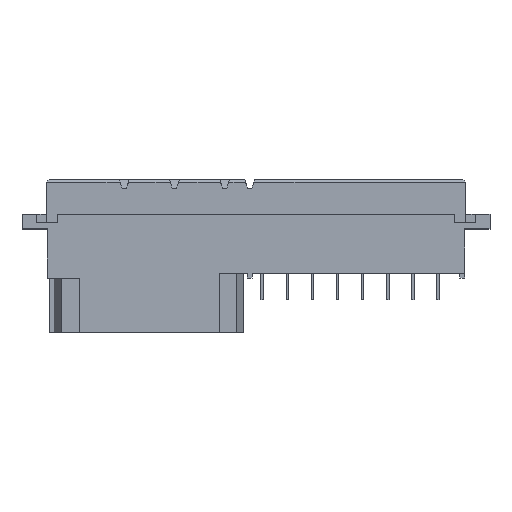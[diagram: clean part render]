
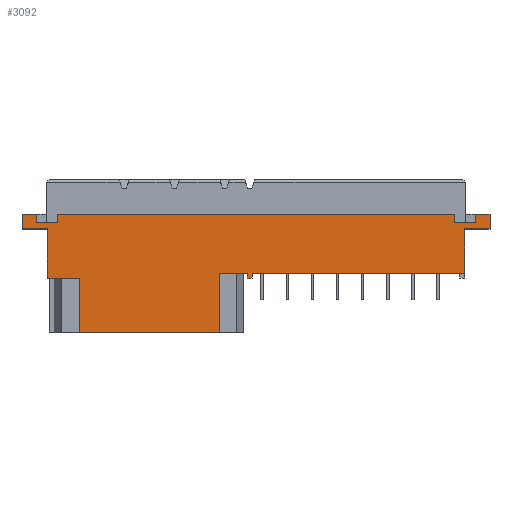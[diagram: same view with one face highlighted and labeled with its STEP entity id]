
A CAD part, top view. The second image highlights one B-rep face of the part: STEP entity #3092.
In plain terms, the highlighted planar face has unit normal (0, 0, 1).
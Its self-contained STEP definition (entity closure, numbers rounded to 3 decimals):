
#3092=ADVANCED_FACE('',(#4073),#3599,.T.);
#3599=PLANE('',#12676);
#4073=FACE_OUTER_BOUND('',#4671,.T.);
#4671=EDGE_LOOP('',(#7195,#7196,#7197,#7198,#7199,#7200,#7201,#7202,#7203,
#7204,#7205,#7206,#7207,#7208,#7209,#7210,#7211,#7212,#7213,#7214,#7215,
#7216,#7217,#7218));
#7195=ORIENTED_EDGE('',*,*,#9513,.T.);
#7196=ORIENTED_EDGE('',*,*,#9161,.T.);
#7197=ORIENTED_EDGE('',*,*,#9166,.F.);
#7198=ORIENTED_EDGE('',*,*,#9177,.F.);
#7199=ORIENTED_EDGE('',*,*,#9150,.F.);
#7200=ORIENTED_EDGE('',*,*,#9145,.F.);
#7201=ORIENTED_EDGE('',*,*,#9144,.T.);
#7202=ORIENTED_EDGE('',*,*,#9514,.T.);
#7203=ORIENTED_EDGE('',*,*,#9515,.F.);
#7204=ORIENTED_EDGE('',*,*,#9081,.T.);
#7205=ORIENTED_EDGE('',*,*,#9082,.F.);
#7206=ORIENTED_EDGE('',*,*,#9027,.F.);
#7207=ORIENTED_EDGE('',*,*,#9031,.F.);
#7208=ORIENTED_EDGE('',*,*,#9035,.F.);
#7209=ORIENTED_EDGE('',*,*,#9088,.F.);
#7210=ORIENTED_EDGE('',*,*,#9091,.F.);
#7211=ORIENTED_EDGE('',*,*,#9094,.F.);
#7212=ORIENTED_EDGE('',*,*,#9321,.F.);
#7213=ORIENTED_EDGE('',*,*,#9328,.F.);
#7214=ORIENTED_EDGE('',*,*,#9330,.T.);
#7215=ORIENTED_EDGE('',*,*,#9341,.T.);
#7216=ORIENTED_EDGE('',*,*,#9338,.T.);
#7217=ORIENTED_EDGE('',*,*,#9337,.F.);
#7218=ORIENTED_EDGE('',*,*,#9333,.T.);
#7885=VERTEX_POINT('',#16736);
#7886=VERTEX_POINT('',#16738);
#7888=VERTEX_POINT('',#16744);
#7890=VERTEX_POINT('',#16752);
#7923=VERTEX_POINT('',#16846);
#7924=VERTEX_POINT('',#16848);
#7926=VERTEX_POINT('',#16858);
#7928=VERTEX_POINT('',#16864);
#7930=VERTEX_POINT('',#16870);
#7966=VERTEX_POINT('',#16971);
#7967=VERTEX_POINT('',#16974);
#7968=VERTEX_POINT('',#16978);
#7972=VERTEX_POINT('',#16988);
#7982=VERTEX_POINT('',#17013);
#7983=VERTEX_POINT('',#17014);
#7985=VERTEX_POINT('',#17021);
#8083=VERTEX_POINT('',#17327);
#8086=VERTEX_POINT('',#17340);
#8087=VERTEX_POINT('',#17344);
#8090=VERTEX_POINT('',#17351);
#8091=VERTEX_POINT('',#17353);
#8092=VERTEX_POINT('',#17357);
#8094=VERTEX_POINT('',#17363);
#8206=VERTEX_POINT('',#17720);
#9027=EDGE_CURVE('',#7885,#7886,#10333,.T.);
#9031=EDGE_CURVE('',#7888,#7885,#10337,.T.);
#9035=EDGE_CURVE('',#7890,#7888,#10341,.T.);
#9081=EDGE_CURVE('',#7923,#7924,#10387,.T.);
#9082=EDGE_CURVE('',#7886,#7924,#10388,.T.);
#9088=EDGE_CURVE('',#7926,#7890,#10394,.T.);
#9091=EDGE_CURVE('',#7928,#7926,#10397,.T.);
#9094=EDGE_CURVE('',#7930,#7928,#10400,.T.);
#9144=EDGE_CURVE('',#7966,#7967,#10450,.T.);
#9145=EDGE_CURVE('',#7966,#7968,#10451,.T.);
#9150=EDGE_CURVE('',#7968,#7972,#10455,.T.);
#9161=EDGE_CURVE('',#7982,#7983,#10465,.T.);
#9166=EDGE_CURVE('',#7985,#7983,#10470,.T.);
#9177=EDGE_CURVE('',#7972,#7985,#10481,.T.);
#9321=EDGE_CURVE('',#8083,#7930,#10625,.T.);
#9328=EDGE_CURVE('',#8086,#8083,#10632,.T.);
#9330=EDGE_CURVE('',#8086,#8087,#10634,.T.);
#9333=EDGE_CURVE('',#8091,#8090,#10637,.T.);
#9337=EDGE_CURVE('',#8091,#8092,#10641,.T.);
#9338=EDGE_CURVE('',#8094,#8092,#10642,.T.);
#9341=EDGE_CURVE('',#8087,#8094,#10645,.T.);
#9513=EDGE_CURVE('',#8090,#7982,#10817,.T.);
#9514=EDGE_CURVE('',#7967,#8206,#10818,.T.);
#9515=EDGE_CURVE('',#7923,#8206,#10819,.T.);
#10333=LINE('',#16737,#11637);
#10337=LINE('',#16745,#11641);
#10341=LINE('',#16753,#11645);
#10387=LINE('',#16849,#11691);
#10388=LINE('',#16851,#11692);
#10394=LINE('',#16859,#11698);
#10397=LINE('',#16865,#11701);
#10400=LINE('',#16871,#11704);
#10450=LINE('',#16975,#11754);
#10451=LINE('',#16977,#11755);
#10455=LINE('',#16987,#11759);
#10465=LINE('',#17012,#11769);
#10470=LINE('',#17022,#11774);
#10481=LINE('',#17042,#11785);
#10625=LINE('',#17328,#11929);
#10632=LINE('',#17341,#11936);
#10634=LINE('',#17345,#11938);
#10637=LINE('',#17352,#11941);
#10641=LINE('',#17360,#11945);
#10642=LINE('',#17362,#11946);
#10645=LINE('',#17368,#11949);
#10817=LINE('',#17717,#12121);
#10818=LINE('',#17719,#12122);
#10819=LINE('',#17721,#12123);
#11637=VECTOR('',#14160,1.);
#11641=VECTOR('',#14166,1.);
#11645=VECTOR('',#14174,1.);
#11691=VECTOR('',#14252,1.);
#11692=VECTOR('',#14255,1.);
#11698=VECTOR('',#14261,1.);
#11701=VECTOR('',#14266,1.);
#11704=VECTOR('',#14271,1.);
#11754=VECTOR('',#14355,1.);
#11755=VECTOR('',#14358,1.);
#11759=VECTOR('',#14366,1.);
#11769=VECTOR('',#14386,1.);
#11774=VECTOR('',#14393,1.);
#11785=VECTOR('',#14410,1.);
#11929=VECTOR('',#14654,1.);
#11936=VECTOR('',#14667,1.);
#11938=VECTOR('',#14671,1.);
#11941=VECTOR('',#14676,1.);
#11945=VECTOR('',#14682,1.);
#11946=VECTOR('',#14685,1.);
#11949=VECTOR('',#14690,1.);
#12121=VECTOR('',#14996,1.);
#12122=VECTOR('',#14999,1.);
#12123=VECTOR('',#15000,1.);
#12676=AXIS2_PLACEMENT_3D('',#17722,#15001,#15002);
#14160=DIRECTION('',(0.,1.,0.));
#14166=DIRECTION('',(-1.,0.,0.));
#14174=DIRECTION('',(0.,-1.,0.));
#14252=DIRECTION('',(0.,1.,0.));
#14255=DIRECTION('',(-1.,0.,0.));
#14261=DIRECTION('',(-1.,0.,0.));
#14266=DIRECTION('',(0.,-1.,0.));
#14271=DIRECTION('',(-1.,0.,0.));
#14355=DIRECTION('',(1.,0.,0.));
#14358=DIRECTION('',(0.,1.,0.));
#14366=DIRECTION('',(-1.,0.,0.));
#14386=DIRECTION('',(0.,1.,0.));
#14393=DIRECTION('',(1.,0.,0.));
#14410=DIRECTION('',(0.,1.,0.));
#14654=DIRECTION('',(0.,-1.,0.));
#14667=DIRECTION('',(1.,0.,0.));
#14671=DIRECTION('',(0.,-1.,0.));
#14676=DIRECTION('',(0.,-1.,0.));
#14682=DIRECTION('',(1.,0.,0.));
#14685=DIRECTION('',(0.,1.,0.));
#14690=DIRECTION('',(-1.,0.,0.));
#14996=DIRECTION('',(-1.,0.,0.));
#14999=DIRECTION('',(0.,-1.,0.));
#15000=DIRECTION('',(-1.,0.,0.));
#15001=DIRECTION('',(0.,0.,1.));
#15002=DIRECTION('',(1.,0.,0.));
#16736=CARTESIAN_POINT('',(-1.77,-19.94,7.35));
#16737=CARTESIAN_POINT('',(-1.77,-19.94,7.35));
#16738=CARTESIAN_POINT('',(-1.77,-18.94,7.35));
#16744=CARTESIAN_POINT('',(-0.77,-19.94,7.35));
#16745=CARTESIAN_POINT('',(-0.77,-19.94,7.35));
#16752=CARTESIAN_POINT('',(-0.77,-18.94,7.35));
#16753=CARTESIAN_POINT('',(-0.77,-18.94,7.35));
#16846=CARTESIAN_POINT('',(-7.415,-30.92,7.35));
#16848=CARTESIAN_POINT('',(-7.415,-18.94,7.35));
#16849=CARTESIAN_POINT('',(-7.415,-30.92,7.35));
#16851=CARTESIAN_POINT('',(-1.77,-18.94,7.35));
#16858=CARTESIAN_POINT('',(42.235,-18.94,7.35));
#16859=CARTESIAN_POINT('',(42.235,-18.94,7.35));
#16864=CARTESIAN_POINT('',(42.235,-9.99,7.35));
#16865=CARTESIAN_POINT('',(42.235,-9.99,7.35));
#16870=CARTESIAN_POINT('',(47.375,-9.99,7.35));
#16871=CARTESIAN_POINT('',(47.375,-9.99,7.35));
#16971=CARTESIAN_POINT('',(-42.235,-19.94,7.35));
#16974=CARTESIAN_POINT('',(-35.765,-19.94,7.35));
#16975=CARTESIAN_POINT('',(-42.235,-19.94,7.35));
#16977=CARTESIAN_POINT('',(-42.235,-19.94,7.35));
#16978=CARTESIAN_POINT('',(-42.235,-9.99,7.35));
#16987=CARTESIAN_POINT('',(-42.235,-9.99,7.35));
#16988=CARTESIAN_POINT('',(-47.375,-9.99,7.35));
#17012=CARTESIAN_POINT('',(-44.4,-8.7,7.35));
#17013=CARTESIAN_POINT('',(-44.4,-8.7,7.35));
#17014=CARTESIAN_POINT('',(-44.4,-7.02,7.35));
#17021=CARTESIAN_POINT('',(-47.375,-7.02,7.35));
#17022=CARTESIAN_POINT('',(-47.375,-7.02,7.35));
#17042=CARTESIAN_POINT('',(-47.375,-9.99,7.35));
#17327=CARTESIAN_POINT('',(47.375,-7.02,7.35));
#17328=CARTESIAN_POINT('',(47.375,-7.02,7.35));
#17340=CARTESIAN_POINT('',(44.4,-7.02,7.35));
#17341=CARTESIAN_POINT('',(44.4,-7.02,7.35));
#17344=CARTESIAN_POINT('',(44.4,-8.7,7.35));
#17345=CARTESIAN_POINT('',(44.4,-7.02,7.35));
#17351=CARTESIAN_POINT('',(-40.2,-8.7,7.35));
#17352=CARTESIAN_POINT('',(-40.2,-7.02,7.35));
#17353=CARTESIAN_POINT('',(-40.2,-7.02,7.35));
#17357=CARTESIAN_POINT('',(40.2,-7.02,7.35));
#17360=CARTESIAN_POINT('',(-40.2,-7.02,7.35));
#17362=CARTESIAN_POINT('',(40.2,-8.7,7.35));
#17363=CARTESIAN_POINT('',(40.2,-8.7,7.35));
#17368=CARTESIAN_POINT('',(44.4,-8.7,7.35));
#17717=CARTESIAN_POINT('',(-40.2,-8.7,7.35));
#17719=CARTESIAN_POINT('',(-35.765,-19.94,7.35));
#17720=CARTESIAN_POINT('',(-35.765,-30.92,7.35));
#17721=CARTESIAN_POINT('',(-7.415,-30.92,7.35));
#17722=CARTESIAN_POINT('',(-52.113,-32.466,7.35));
